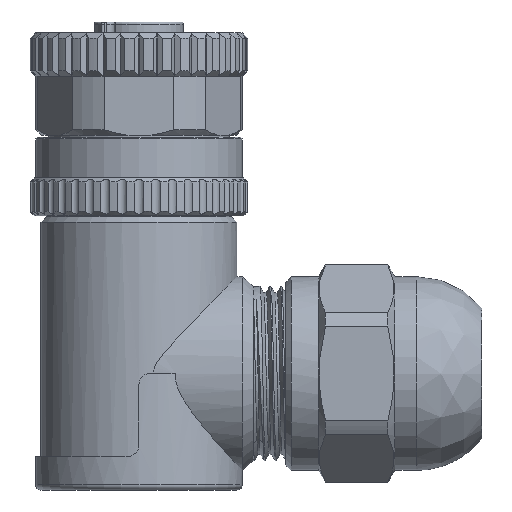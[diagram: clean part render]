
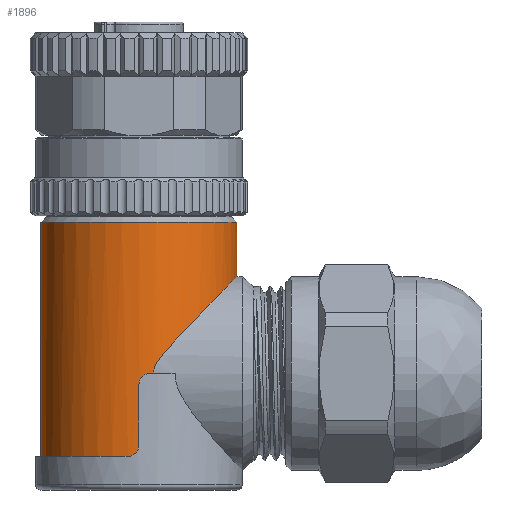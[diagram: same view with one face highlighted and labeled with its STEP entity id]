
A CAD part, left-side view. The second image highlights one B-rep face of the part: STEP entity #1896.
In plain terms, the highlighted cylindrical face has radius 9 mm (diameter 18 mm), a full revolution.
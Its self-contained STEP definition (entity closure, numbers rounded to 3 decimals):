
#853=LINE('',#17732,#1190);
#861=LINE('',#17817,#1198);
#1190=VECTOR('',#10680,1.);
#1198=VECTOR('',#10694,1.);
#1896=ADVANCED_FACE('',(#2903,#2904),#2145,.T.);
#2145=CYLINDRICAL_SURFACE('',#8937,9.);
#2555=B_SPLINE_CURVE_WITH_KNOTS('',3,(#17713,#17714,#17715,#17716,#17717,
#17718,#17719,#17720,#17721,#17722,#17723,#17724,#17725,#17726,#17727,#17728),
 .UNSPECIFIED.,.F.,.F.,(4,1,1,1,1,1,1,1,1,1,1,1,1,4),(0.,0.077,
0.154,0.231,0.308,0.385,0.462,
0.538,0.615,0.692,0.769,0.846,
0.923,1.),.UNSPECIFIED.);
#2556=B_SPLINE_CURVE_WITH_KNOTS('',3,(#17741,#17742,#17743,#17744,#17745,
#17746,#17747,#17748,#17749,#17750,#17751,#17752,#17753,#17754,#17755,#17756),
 .UNSPECIFIED.,.F.,.F.,(4,1,1,1,1,1,1,1,1,1,1,1,1,4),(0.,0.077,
0.154,0.231,0.308,0.385,0.462,
0.538,0.615,0.692,0.769,0.846,
0.923,1.),.UNSPECIFIED.);
#2558=B_SPLINE_CURVE_WITH_KNOTS('',3,(#17774,#17775,#17776,#17777,#17778,
#17779,#17780,#17781,#17782,#17783,#17784,#17785,#17786,#17787,#17788,#17789),
 .UNSPECIFIED.,.F.,.F.,(4,1,1,1,1,1,1,1,1,1,1,1,1,4),(0.,0.077,
0.154,0.231,0.308,0.385,0.462,
0.538,0.615,0.692,0.769,0.846,
0.923,1.),.UNSPECIFIED.);
#2561=B_SPLINE_CURVE_WITH_KNOTS('',3,(#17838,#17839,#17840,#17841,#17842,
#17843,#17844,#17845,#17846,#17847,#17848,#17849,#17850,#17851,#17852,#17853),
 .UNSPECIFIED.,.F.,.F.,(4,1,1,1,1,1,1,1,1,1,1,1,1,4),(0.,0.077,
0.154,0.231,0.308,0.385,0.462,
0.538,0.615,0.692,0.769,0.846,
0.923,1.),.UNSPECIFIED.);
#2562=B_SPLINE_CURVE_WITH_KNOTS('',3,(#17864,#17865,#17866,#17867,#17868,
#17869,#17870,#17871,#17872,#17873,#17874,#17875,#17876,#17877,#17878,#17879,
#17880,#17881,#17882,#17883,#17884,#17885),.UNSPECIFIED.,.F.,.F.,(4,2,2,
2,2,2,2,2,2,2,4),(0.,0.063,0.125,0.25,0.375,0.5,0.625,0.75,
0.875,0.938,1.),.UNSPECIFIED.);
#2903=FACE_BOUND('',#3438,.T.);
#2904=FACE_BOUND('',#3439,.T.);
#3438=EDGE_LOOP('',(#5323));
#3439=EDGE_LOOP('',(#5324,#5325,#5326,#5327,#5328,#5329,#5330,#5331,#5332,
#5333));
#5323=ORIENTED_EDGE('',*,*,#7571,.F.);
#5324=ORIENTED_EDGE('',*,*,#7583,.T.);
#5325=ORIENTED_EDGE('',*,*,#7589,.F.);
#5326=ORIENTED_EDGE('',*,*,#7592,.T.);
#5327=ORIENTED_EDGE('',*,*,#7594,.T.);
#5328=ORIENTED_EDGE('',*,*,#7575,.T.);
#5329=ORIENTED_EDGE('',*,*,#7577,.T.);
#5330=ORIENTED_EDGE('',*,*,#7581,.T.);
#5331=ORIENTED_EDGE('',*,*,#7595,.T.);
#5332=ORIENTED_EDGE('',*,*,#7598,.F.);
#5333=ORIENTED_EDGE('',*,*,#7599,.F.);
#6500=VERTEX_POINT('',#17688);
#6504=VERTEX_POINT('',#17712);
#6505=VERTEX_POINT('',#17729);
#6506=VERTEX_POINT('',#17733);
#6508=VERTEX_POINT('',#17739);
#6510=VERTEX_POINT('',#17790);
#6511=VERTEX_POINT('',#17791);
#6515=VERTEX_POINT('',#17816);
#6517=VERTEX_POINT('',#17837);
#6518=VERTEX_POINT('',#17859);
#6520=VERTEX_POINT('',#17886);
#7571=EDGE_CURVE('',#6500,#6500,#8172,.T.);
#7575=EDGE_CURVE('',#6505,#6504,#2555,.T.);
#7577=EDGE_CURVE('',#6504,#6506,#853,.T.);
#7581=EDGE_CURVE('',#6506,#6508,#2556,.T.);
#7583=EDGE_CURVE('',#6510,#6511,#2558,.T.);
#7589=EDGE_CURVE('',#6515,#6511,#861,.T.);
#7592=EDGE_CURVE('',#6515,#6517,#2561,.T.);
#7594=EDGE_CURVE('',#6517,#6505,#8175,.T.);
#7595=EDGE_CURVE('',#6508,#6518,#8176,.T.);
#7598=EDGE_CURVE('',#6520,#6518,#2562,.T.);
#7599=EDGE_CURVE('',#6510,#6520,#8178,.T.);
#8172=CIRCLE('',#8920,9.);
#8175=CIRCLE('',#8931,9.);
#8176=CIRCLE('',#8933,9.);
#8178=CIRCLE('',#8936,9.);
#8920=AXIS2_PLACEMENT_3D('',#17687,#10668,#10669);
#8931=AXIS2_PLACEMENT_3D('',#17856,#10702,#10703);
#8933=AXIS2_PLACEMENT_3D('',#17858,#10706,#10707);
#8936=AXIS2_PLACEMENT_3D('',#17887,#10713,#10714);
#8937=AXIS2_PLACEMENT_3D('',#17888,#10715,#10716);
#10668=DIRECTION('',(0.,0.,1.));
#10669=DIRECTION('',(0.,1.,0.));
#10680=DIRECTION('',(0.,0.,1.));
#10694=DIRECTION('',(0.,0.,1.));
#10702=DIRECTION('',(0.,0.,1.));
#10703=DIRECTION('',(0.994,0.111,0.));
#10706=DIRECTION('',(0.,0.,1.));
#10707=DIRECTION('',(-0.994,-0.111,0.));
#10713=DIRECTION('',(0.,0.,-1.));
#10714=DIRECTION('',(0.994,-0.111,0.));
#10715=DIRECTION('',(0.,0.,1.));
#10716=DIRECTION('',(0.,1.,0.));
#17687=CARTESIAN_POINT('',(0.,0.,-18.4));
#17688=CARTESIAN_POINT('',(0.,9.,-18.4));
#17712=CARTESIAN_POINT('',(-9.,0.,-38.9));
#17713=CARTESIAN_POINT('',(-8.944,1.,-39.9));
#17714=CARTESIAN_POINT('',(-8.949,0.96,-39.9));
#17715=CARTESIAN_POINT('',(-8.957,0.88,-39.895));
#17716=CARTESIAN_POINT('',(-8.968,0.76,-39.873));
#17717=CARTESIAN_POINT('',(-8.977,0.645,-39.837));
#17718=CARTESIAN_POINT('',(-8.984,0.535,-39.788));
#17719=CARTESIAN_POINT('',(-8.99,0.431,-39.725));
#17720=CARTESIAN_POINT('',(-8.994,0.336,-39.651));
#17721=CARTESIAN_POINT('',(-8.997,0.251,-39.566));
#17722=CARTESIAN_POINT('',(-8.998,0.176,-39.47));
#17723=CARTESIAN_POINT('',(-8.999,0.112,-39.366));
#17724=CARTESIAN_POINT('',(-9.,0.063,-39.256));
#17725=CARTESIAN_POINT('',(-9.,0.027,-39.14));
#17726=CARTESIAN_POINT('',(-9.,0.005,-39.021));
#17727=CARTESIAN_POINT('',(-9.,0.,-38.94));
#17728=CARTESIAN_POINT('',(-9.,0.,-38.9));
#17729=CARTESIAN_POINT('',(-8.944,1.,-39.9));
#17732=CARTESIAN_POINT('',(-9.,0.,-38.9));
#17733=CARTESIAN_POINT('',(-9.,0.,-33.3));
#17739=CARTESIAN_POINT('',(-8.944,-1.,-32.3));
#17741=CARTESIAN_POINT('',(-9.,0.,-33.3));
#17742=CARTESIAN_POINT('',(-9.,0.,-33.26));
#17743=CARTESIAN_POINT('',(-9.,-0.005,-33.179));
#17744=CARTESIAN_POINT('',(-9.,-0.027,-33.059));
#17745=CARTESIAN_POINT('',(-9.,-0.063,-32.943));
#17746=CARTESIAN_POINT('',(-8.999,-0.113,-32.833));
#17747=CARTESIAN_POINT('',(-8.998,-0.176,-32.729));
#17748=CARTESIAN_POINT('',(-8.997,-0.251,-32.634));
#17749=CARTESIAN_POINT('',(-8.994,-0.336,-32.549));
#17750=CARTESIAN_POINT('',(-8.99,-0.431,-32.475));
#17751=CARTESIAN_POINT('',(-8.984,-0.535,-32.412));
#17752=CARTESIAN_POINT('',(-8.977,-0.644,-32.363));
#17753=CARTESIAN_POINT('',(-8.968,-0.76,-32.327));
#17754=CARTESIAN_POINT('',(-8.957,-0.879,-32.305));
#17755=CARTESIAN_POINT('',(-8.949,-0.96,-32.3));
#17756=CARTESIAN_POINT('',(-8.944,-1.,-32.3));
#17774=CARTESIAN_POINT('',(8.944,-1.,-32.3));
#17775=CARTESIAN_POINT('',(8.949,-0.96,-32.3));
#17776=CARTESIAN_POINT('',(8.957,-0.88,-32.305));
#17777=CARTESIAN_POINT('',(8.968,-0.76,-32.327));
#17778=CARTESIAN_POINT('',(8.977,-0.645,-32.363));
#17779=CARTESIAN_POINT('',(8.984,-0.535,-32.412));
#17780=CARTESIAN_POINT('',(8.99,-0.431,-32.475));
#17781=CARTESIAN_POINT('',(8.994,-0.336,-32.549));
#17782=CARTESIAN_POINT('',(8.997,-0.251,-32.634));
#17783=CARTESIAN_POINT('',(8.998,-0.176,-32.73));
#17784=CARTESIAN_POINT('',(8.999,-0.112,-32.834));
#17785=CARTESIAN_POINT('',(9.,-0.063,-32.944));
#17786=CARTESIAN_POINT('',(9.,-0.027,-33.06));
#17787=CARTESIAN_POINT('',(9.,-0.005,-33.179));
#17788=CARTESIAN_POINT('',(9.,0.,-33.26));
#17789=CARTESIAN_POINT('',(9.,0.,-33.3));
#17790=CARTESIAN_POINT('',(8.944,-1.,-32.3));
#17791=CARTESIAN_POINT('',(9.,0.,-33.3));
#17816=CARTESIAN_POINT('',(9.,0.,-38.9));
#17817=CARTESIAN_POINT('',(9.,0.,-38.9));
#17837=CARTESIAN_POINT('',(8.944,1.,-39.9));
#17838=CARTESIAN_POINT('',(9.,0.,-38.9));
#17839=CARTESIAN_POINT('',(9.,0.,-38.94));
#17840=CARTESIAN_POINT('',(9.,0.005,-39.021));
#17841=CARTESIAN_POINT('',(9.,0.027,-39.14));
#17842=CARTESIAN_POINT('',(9.,0.063,-39.256));
#17843=CARTESIAN_POINT('',(8.999,0.112,-39.366));
#17844=CARTESIAN_POINT('',(8.998,0.176,-39.47));
#17845=CARTESIAN_POINT('',(8.997,0.251,-39.566));
#17846=CARTESIAN_POINT('',(8.994,0.336,-39.651));
#17847=CARTESIAN_POINT('',(8.99,0.431,-39.725));
#17848=CARTESIAN_POINT('',(8.984,0.535,-39.788));
#17849=CARTESIAN_POINT('',(8.977,0.645,-39.837));
#17850=CARTESIAN_POINT('',(8.968,0.76,-39.873));
#17851=CARTESIAN_POINT('',(8.957,0.88,-39.895));
#17852=CARTESIAN_POINT('',(8.949,0.96,-39.9));
#17853=CARTESIAN_POINT('',(8.944,1.,-39.9));
#17856=CARTESIAN_POINT('',(0.,0.,-39.9));
#17858=CARTESIAN_POINT('',(0.,0.,-32.3));
#17859=CARTESIAN_POINT('',(-8.9,-1.338,-32.3));
#17864=CARTESIAN_POINT('',(8.9,-1.338,-32.3));
#17865=CARTESIAN_POINT('',(8.9,-1.338,-31.607));
#17866=CARTESIAN_POINT('',(8.826,-1.814,-31.036));
#17867=CARTESIAN_POINT('',(8.611,-2.652,-29.988));
#17868=CARTESIAN_POINT('',(8.464,-3.096,-29.502));
#17869=CARTESIAN_POINT('',(7.901,-4.415,-28.077));
#17870=CARTESIAN_POINT('',(7.353,-5.299,-27.17));
#17871=CARTESIAN_POINT('',(5.905,-6.876,-25.553));
#17872=CARTESIAN_POINT('',(4.977,-7.601,-24.817));
#17873=CARTESIAN_POINT('',(2.731,-8.665,-23.738));
#17874=CARTESIAN_POINT('',(1.397,-8.995,-23.405));
#17875=CARTESIAN_POINT('',(-1.334,-9.005,-23.395));
#17876=CARTESIAN_POINT('',(-2.667,-8.688,-23.715));
#17877=CARTESIAN_POINT('',(-4.95,-7.621,-24.797));
#17878=CARTESIAN_POINT('',(-5.877,-6.902,-25.527));
#17879=CARTESIAN_POINT('',(-7.345,-5.312,-27.156));
#17880=CARTESIAN_POINT('',(-7.888,-4.44,-28.051));
#17881=CARTESIAN_POINT('',(-8.46,-3.107,-29.49));
#17882=CARTESIAN_POINT('',(-8.61,-2.657,-29.983));
#17883=CARTESIAN_POINT('',(-8.825,-1.818,-31.03));
#17884=CARTESIAN_POINT('',(-8.9,-1.338,-31.602));
#17885=CARTESIAN_POINT('',(-8.9,-1.338,-32.3));
#17886=CARTESIAN_POINT('',(8.9,-1.338,-32.3));
#17887=CARTESIAN_POINT('',(0.,0.,-32.3));
#17888=CARTESIAN_POINT('',(0.,0.,-44.505));
